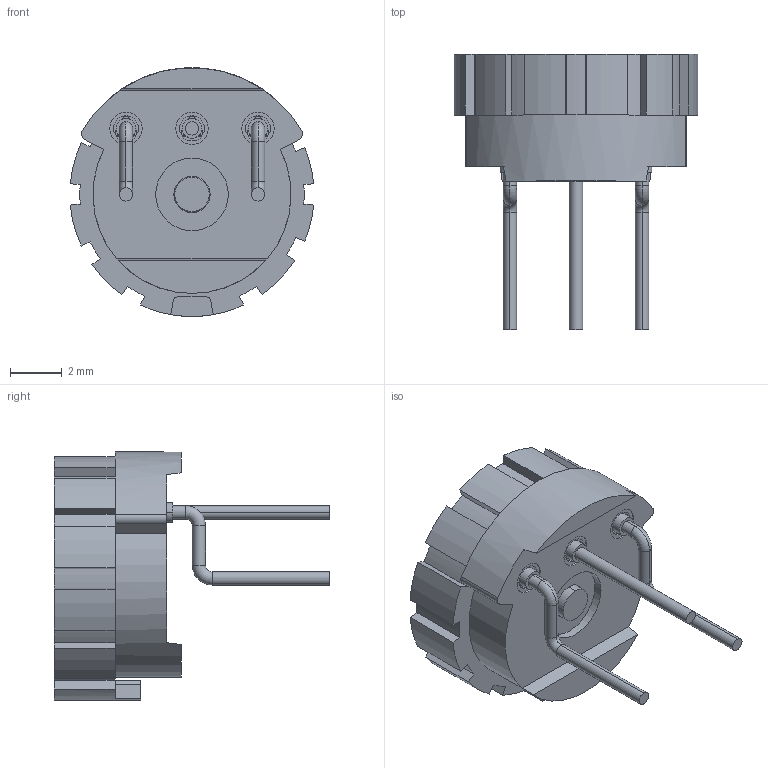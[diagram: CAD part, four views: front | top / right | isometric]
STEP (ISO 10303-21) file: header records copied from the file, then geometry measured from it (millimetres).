
FILE_DESCRIPTION((''),'2;1');
FILE_NAME('91-33_B_SW0001','2013-05-28T',('BMozley'),(''),'PRO/ENGINEER BY PARAMETRIC TECHNOLOGY CORPORATION, 2013050','PRO/ENGINEER BY PARAMETRIC TECHNOLOGY CORPORATION, 2013050','');
FILE_SCHEMA(('CONFIG_CONTROL_DESIGN'));
Length unit declared in the file: inch
Products named in the file (1): 91-33_B_SW0001
Bounding box: 9.36 x 10.59 x 9.57 mm (x, y, z)
Volume: 253.2 mm3; surface area: 500.1 mm2
Topology: 1 solids, 1 shells, 685 faces, 1913 edges, 1256 vertices
Faces by surface type: plane 574, cylinder 95, torus 10, cone 6
Entity records: 21855 total; most frequent: CARTESIAN_POINT 3898, ORIENTED_EDGE 3826, DIRECTION 3579, EDGE_CURVE 1913, VECTOR 1593, LINE 1593, VERTEX_POINT 1256, AXIS2_PLACEMENT_3D 993
